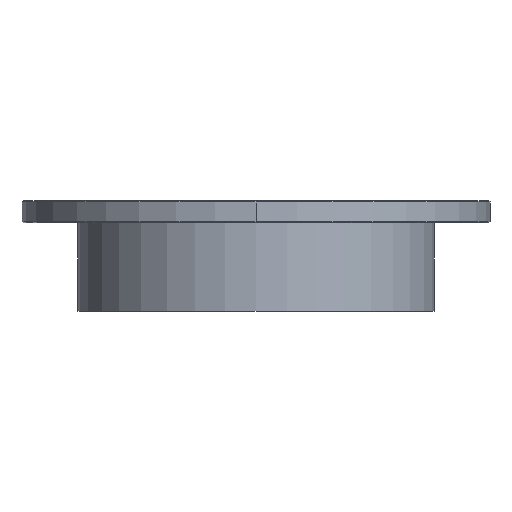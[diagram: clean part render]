
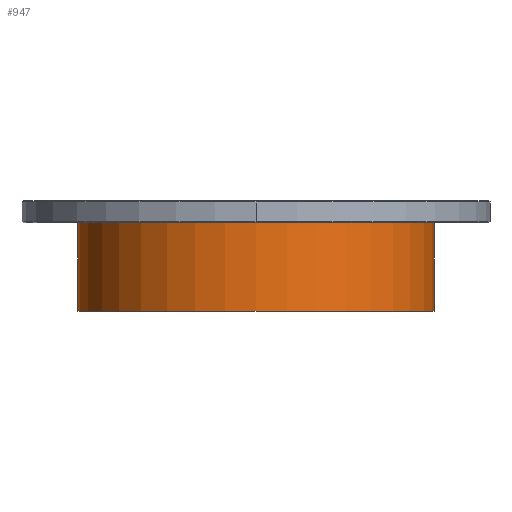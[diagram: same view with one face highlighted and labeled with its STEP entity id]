
A CAD part, front view. The second image highlights one B-rep face of the part: STEP entity #947.
In plain terms, the highlighted cylindrical face has radius 161.925 mm (diameter 323.85 mm), a partial arc.
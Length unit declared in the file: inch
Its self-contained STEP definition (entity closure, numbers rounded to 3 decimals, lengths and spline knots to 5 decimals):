
#9 = CARTESIAN_POINT ( 'NONE',  ( 6.375, 0., -1.785 ) ) ;
#15 = EDGE_CURVE ( 'NONE', #1231, #2016, #409, .T. ) ;
#18 = AXIS2_PLACEMENT_3D ( 'NONE', #649, #2402, #1097 ) ;
#211 = EDGE_LOOP ( 'NONE', ( #2816, #399, #822, #2443 ) ) ;
#336 = FACE_OUTER_BOUND ( 'NONE', #211, .T. ) ;
#399 = ORIENTED_EDGE ( 'NONE', *, *, #15, .T. ) ;
#409 = LINE ( 'NONE', #2373, #2696 ) ;
#471 = EDGE_CURVE ( 'NONE', #1231, #1293, #1245, .T. ) ;
#510 = LINE ( 'NONE', #1387, #1031 ) ;
#649 = CARTESIAN_POINT ( 'NONE',  ( 0., 0., -1.785 ) ) ;
#771 = DIRECTION ( 'NONE',  ( -1., 0., 0. ) ) ;
#822 = ORIENTED_EDGE ( 'NONE', *, *, #2428, .F. ) ;
#947 = ADVANCED_FACE ( 'NONE', ( #336 ), #1189, .T. ) ;
#1031 = VECTOR ( 'NONE', #2083, 39.37008 ) ;
#1046 = CARTESIAN_POINT ( 'NONE',  ( -6.375, 0., 1.765 ) ) ;
#1097 = DIRECTION ( 'NONE',  ( -1., 0., 0. ) ) ;
#1189 = CYLINDRICAL_SURFACE ( 'NONE', #2168, 6.375 ) ;
#1231 = VERTEX_POINT ( 'NONE', #9 ) ;
#1245 = CIRCLE ( 'NONE', #18, 6.375 ) ;
#1293 = VERTEX_POINT ( 'NONE', #2425 ) ;
#1387 = CARTESIAN_POINT ( 'NONE',  ( -6.375, 0., 0. ) ) ;
#1401 = DIRECTION ( 'NONE',  ( 0., 0., 1. ) ) ;
#1447 = EDGE_CURVE ( 'NONE', #1293, #2462, #510, .T. ) ;
#1928 = DIRECTION ( 'NONE',  ( 0., 0., 1. ) ) ;
#1963 = DIRECTION ( 'NONE',  ( 0., 0., 1. ) ) ;
#2016 = VERTEX_POINT ( 'NONE', #2780 ) ;
#2038 = AXIS2_PLACEMENT_3D ( 'NONE', #2152, #1928, #2794 ) ;
#2083 = DIRECTION ( 'NONE',  ( 0., 0., 1. ) ) ;
#2137 = CIRCLE ( 'NONE', #2038, 6.375 ) ;
#2152 = CARTESIAN_POINT ( 'NONE',  ( 0., 0., 1.765 ) ) ;
#2168 = AXIS2_PLACEMENT_3D ( 'NONE', #2721, #1401, #771 ) ;
#2373 = CARTESIAN_POINT ( 'NONE',  ( 6.375, 0., 0. ) ) ;
#2402 = DIRECTION ( 'NONE',  ( 0., 0., -1. ) ) ;
#2425 = CARTESIAN_POINT ( 'NONE',  ( -6.375, 0., -1.785 ) ) ;
#2428 = EDGE_CURVE ( 'NONE', #2462, #2016, #2137, .T. ) ;
#2443 = ORIENTED_EDGE ( 'NONE', *, *, #1447, .F. ) ;
#2462 = VERTEX_POINT ( 'NONE', #1046 ) ;
#2696 = VECTOR ( 'NONE', #1963, 39.37008 ) ;
#2721 = CARTESIAN_POINT ( 'NONE',  ( 0., 0., 0. ) ) ;
#2780 = CARTESIAN_POINT ( 'NONE',  ( 6.375, 0., 1.765 ) ) ;
#2794 = DIRECTION ( 'NONE',  ( -1., 0., 0. ) ) ;
#2816 = ORIENTED_EDGE ( 'NONE', *, *, #471, .F. ) ;
